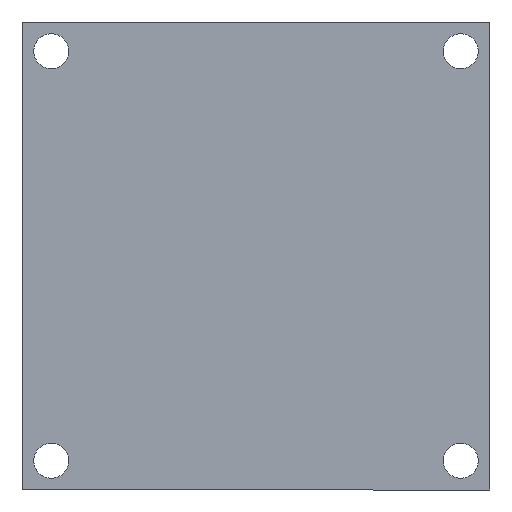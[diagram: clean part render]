
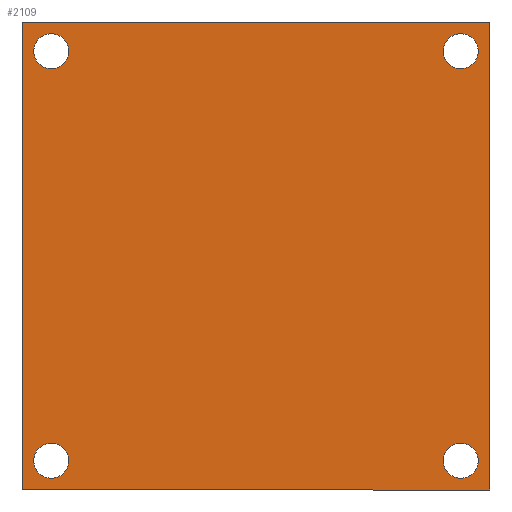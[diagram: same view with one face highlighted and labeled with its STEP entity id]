
A CAD part, front view. The second image highlights one B-rep face of the part: STEP entity #2109.
In plain terms, the highlighted planar face has unit normal (0, -1, 0).
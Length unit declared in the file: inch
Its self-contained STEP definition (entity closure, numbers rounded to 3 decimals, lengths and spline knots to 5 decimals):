
#8 = CARTESIAN_POINT ( 'NONE',  ( 0.875, 0., 0.94975 ) ) ;
#16 = AXIS2_PLACEMENT_3D ( 'NONE', #793, #957, #1026 ) ;
#64 = DIRECTION ( 'NONE',  ( 0., 1., 0. ) ) ;
#68 = DIRECTION ( 'NONE',  ( 0., 0., 1. ) ) ;
#71 = FACE_BOUND ( 'NONE', #117, .T. ) ;
#82 = DIRECTION ( 'NONE',  ( 0., 0., 1. ) ) ;
#110 = CIRCLE ( 'NONE', #733, 0.07475 ) ;
#117 = EDGE_LOOP ( 'NONE', ( #1955, #1247 ) ) ;
#195 = ORIENTED_EDGE ( 'NONE', *, *, #926, .F. ) ;
#207 = AXIS2_PLACEMENT_3D ( 'NONE', #329, #1217, #1399 ) ;
#217 = DIRECTION ( 'NONE',  ( 0., 1., 0. ) ) ;
#222 = DIRECTION ( 'NONE',  ( 1., 0., 0. ) ) ;
#233 = DIRECTION ( 'NONE',  ( 0., 0., 1. ) ) ;
#259 = CARTESIAN_POINT ( 'NONE',  ( 0., 0., 0. ) ) ;
#329 = CARTESIAN_POINT ( 'NONE',  ( 0.875, 0., 0.875 ) ) ;
#362 = CARTESIAN_POINT ( 'NONE',  ( 1., 0., 1. ) ) ;
#373 = CARTESIAN_POINT ( 'NONE',  ( 1., 0., -1. ) ) ;
#385 = FACE_BOUND ( 'NONE', #816, .T. ) ;
#388 = FACE_BOUND ( 'NONE', #668, .T. ) ;
#394 = FACE_OUTER_BOUND ( 'NONE', #1612, .T. ) ;
#402 = DIRECTION ( 'NONE',  ( 0., 1., 0. ) ) ;
#439 = VERTEX_POINT ( 'NONE', #1120 ) ;
#458 = CARTESIAN_POINT ( 'NONE',  ( -0.875, 0., -0.94975 ) ) ;
#493 = CARTESIAN_POINT ( 'NONE',  ( -0.875, 0., 0.875 ) ) ;
#505 = CIRCLE ( 'NONE', #1381, 0.07475 ) ;
#517 = AXIS2_PLACEMENT_3D ( 'NONE', #1811, #774, #1961 ) ;
#520 = ORIENTED_EDGE ( 'NONE', *, *, #952, .T. ) ;
#524 = CARTESIAN_POINT ( 'NONE',  ( -1., 0., 1. ) ) ;
#534 = VERTEX_POINT ( 'NONE', #833 ) ;
#539 = VERTEX_POINT ( 'NONE', #373 ) ;
#565 = EDGE_LOOP ( 'NONE', ( #520, #1792 ) ) ;
#568 = VERTEX_POINT ( 'NONE', #2147 ) ;
#668 = EDGE_LOOP ( 'NONE', ( #1086, #685 ) ) ;
#672 = CARTESIAN_POINT ( 'NONE',  ( 0.875, 0., -0.94975 ) ) ;
#685 = ORIENTED_EDGE ( 'NONE', *, *, #799, .T. ) ;
#733 = AXIS2_PLACEMENT_3D ( 'NONE', #493, #1512, #68 ) ;
#774 = DIRECTION ( 'NONE',  ( 0., 1., 0. ) ) ;
#778 = PLANE ( 'NONE',  #1343 ) ;
#793 = CARTESIAN_POINT ( 'NONE',  ( 0.875, 0., -0.875 ) ) ;
#799 = EDGE_CURVE ( 'NONE', #568, #2118, #848, .T. ) ;
#814 = DIRECTION ( 'NONE',  ( -1., 0., 0. ) ) ;
#816 = EDGE_LOOP ( 'NONE', ( #1107, #1570 ) ) ;
#827 = EDGE_CURVE ( 'NONE', #1211, #1684, #1615, .T. ) ;
#833 = CARTESIAN_POINT ( 'NONE',  ( 0.875, 0., 0.80025 ) ) ;
#835 = EDGE_CURVE ( 'NONE', #534, #1336, #505, .T. ) ;
#848 = CIRCLE ( 'NONE', #898, 0.07475 ) ;
#852 = ORIENTED_EDGE ( 'NONE', *, *, #827, .F. ) ;
#870 = EDGE_CURVE ( 'NONE', #1684, #439, #1698, .T. ) ;
#894 = EDGE_CURVE ( 'NONE', #439, #539, #1333, .T. ) ;
#898 = AXIS2_PLACEMENT_3D ( 'NONE', #1049, #64, #1162 ) ;
#915 = VERTEX_POINT ( 'NONE', #672 ) ;
#926 = EDGE_CURVE ( 'NONE', #539, #1211, #1542, .T. ) ;
#933 = EDGE_CURVE ( 'NONE', #1336, #534, #1562, .T. ) ;
#952 = EDGE_CURVE ( 'NONE', #1579, #2053, #1528, .T. ) ;
#957 = DIRECTION ( 'NONE',  ( 0., 1., 0. ) ) ;
#961 = EDGE_CURVE ( 'NONE', #2118, #568, #110, .T. ) ;
#977 = EDGE_CURVE ( 'NONE', #1962, #915, #1500, .T. ) ;
#1020 = DIRECTION ( 'NONE',  ( 0., 0., 1. ) ) ;
#1026 = DIRECTION ( 'NONE',  ( 0., 0., 1. ) ) ;
#1039 = CARTESIAN_POINT ( 'NONE',  ( -1., 0., -1. ) ) ;
#1049 = CARTESIAN_POINT ( 'NONE',  ( -0.875, 0., 0.875 ) ) ;
#1054 = ORIENTED_EDGE ( 'NONE', *, *, #870, .F. ) ;
#1086 = ORIENTED_EDGE ( 'NONE', *, *, #961, .T. ) ;
#1107 = ORIENTED_EDGE ( 'NONE', *, *, #977, .T. ) ;
#1120 = CARTESIAN_POINT ( 'NONE',  ( 1., 0., 1. ) ) ;
#1129 = CARTESIAN_POINT ( 'NONE',  ( 0.875, 0., 0.875 ) ) ;
#1162 = DIRECTION ( 'NONE',  ( 0., 0., 1. ) ) ;
#1174 = CIRCLE ( 'NONE', #16, 0.07475 ) ;
#1211 = VERTEX_POINT ( 'NONE', #1039 ) ;
#1212 = AXIS2_PLACEMENT_3D ( 'NONE', #1517, #217, #233 ) ;
#1217 = DIRECTION ( 'NONE',  ( 0., 1., 0. ) ) ;
#1247 = ORIENTED_EDGE ( 'NONE', *, *, #835, .T. ) ;
#1273 = EDGE_CURVE ( 'NONE', #915, #1962, #1174, .T. ) ;
#1290 = CARTESIAN_POINT ( 'NONE',  ( -0.875, 0., -0.80025 ) ) ;
#1302 = CARTESIAN_POINT ( 'NONE',  ( 1., 0., 1. ) ) ;
#1333 = LINE ( 'NONE', #362, #1566 ) ;
#1336 = VERTEX_POINT ( 'NONE', #8 ) ;
#1343 = AXIS2_PLACEMENT_3D ( 'NONE', #259, #1829, #1843 ) ;
#1352 = EDGE_CURVE ( 'NONE', #2053, #1579, #1865, .T. ) ;
#1381 = AXIS2_PLACEMENT_3D ( 'NONE', #1129, #1776, #1475 ) ;
#1399 = DIRECTION ( 'NONE',  ( 0., 0., 1. ) ) ;
#1416 = VECTOR ( 'NONE', #814, 39.37008 ) ;
#1425 = VECTOR ( 'NONE', #1020, 39.37008 ) ;
#1458 = FACE_BOUND ( 'NONE', #565, .T. ) ;
#1475 = DIRECTION ( 'NONE',  ( 0., 0., 1. ) ) ;
#1500 = CIRCLE ( 'NONE', #1212, 0.07475 ) ;
#1512 = DIRECTION ( 'NONE',  ( 0., 1., 0. ) ) ;
#1517 = CARTESIAN_POINT ( 'NONE',  ( 0.875, 0., -0.875 ) ) ;
#1528 = CIRCLE ( 'NONE', #517, 0.07475 ) ;
#1536 = CARTESIAN_POINT ( 'NONE',  ( -0.875, 0., 0.94975 ) ) ;
#1542 = LINE ( 'NONE', #1867, #1416 ) ;
#1562 = CIRCLE ( 'NONE', #207, 0.07475 ) ;
#1566 = VECTOR ( 'NONE', #1642, 39.37008 ) ;
#1570 = ORIENTED_EDGE ( 'NONE', *, *, #1273, .T. ) ;
#1572 = CARTESIAN_POINT ( 'NONE',  ( 0.875, 0., -0.80025 ) ) ;
#1579 = VERTEX_POINT ( 'NONE', #1290 ) ;
#1596 = VECTOR ( 'NONE', #222, 39.37008 ) ;
#1612 = EDGE_LOOP ( 'NONE', ( #852, #195, #1769, #1054 ) ) ;
#1615 = LINE ( 'NONE', #524, #1425 ) ;
#1642 = DIRECTION ( 'NONE',  ( 0., 0., -1. ) ) ;
#1684 = VERTEX_POINT ( 'NONE', #2040 ) ;
#1698 = LINE ( 'NONE', #1302, #1596 ) ;
#1748 = CARTESIAN_POINT ( 'NONE',  ( -0.875, 0., -0.875 ) ) ;
#1769 = ORIENTED_EDGE ( 'NONE', *, *, #894, .F. ) ;
#1776 = DIRECTION ( 'NONE',  ( 0., 1., 0. ) ) ;
#1792 = ORIENTED_EDGE ( 'NONE', *, *, #1352, .T. ) ;
#1808 = AXIS2_PLACEMENT_3D ( 'NONE', #1748, #402, #82 ) ;
#1811 = CARTESIAN_POINT ( 'NONE',  ( -0.875, 0., -0.875 ) ) ;
#1829 = DIRECTION ( 'NONE',  ( 0., 1., 0. ) ) ;
#1843 = DIRECTION ( 'NONE',  ( 0., 0., 1. ) ) ;
#1865 = CIRCLE ( 'NONE', #1808, 0.07475 ) ;
#1867 = CARTESIAN_POINT ( 'NONE',  ( 1., 0., -1. ) ) ;
#1955 = ORIENTED_EDGE ( 'NONE', *, *, #933, .T. ) ;
#1961 = DIRECTION ( 'NONE',  ( 0., 0., 1. ) ) ;
#1962 = VERTEX_POINT ( 'NONE', #1572 ) ;
#2040 = CARTESIAN_POINT ( 'NONE',  ( -1., 0., 1. ) ) ;
#2053 = VERTEX_POINT ( 'NONE', #458 ) ;
#2109 = ADVANCED_FACE ( 'NONE', ( #71, #1458, #388, #385, #394 ), #778, .F. ) ;
#2118 = VERTEX_POINT ( 'NONE', #1536 ) ;
#2147 = CARTESIAN_POINT ( 'NONE',  ( -0.875, 0., 0.80025 ) ) ;
